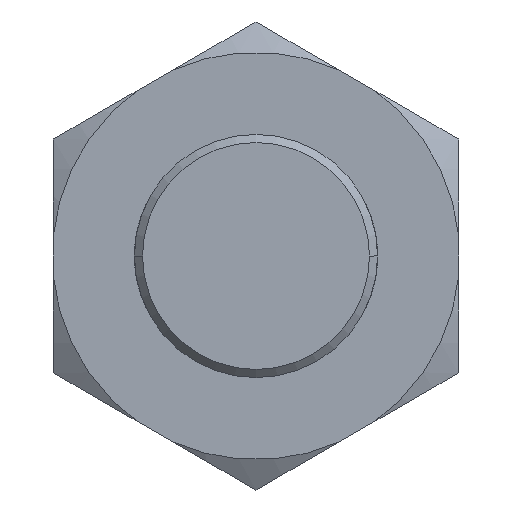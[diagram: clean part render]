
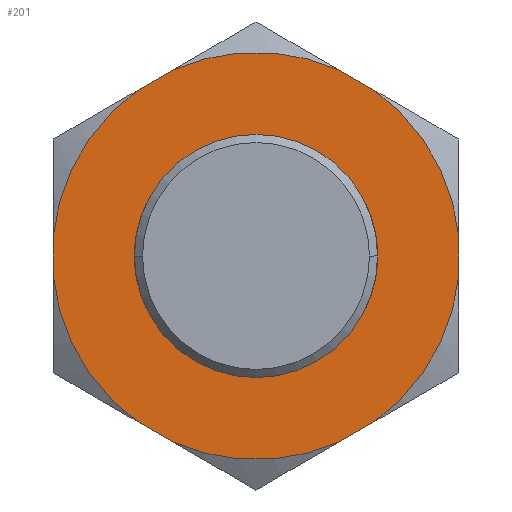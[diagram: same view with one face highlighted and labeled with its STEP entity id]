
A CAD part, left-side view. The second image highlights one B-rep face of the part: STEP entity #201.
In plain terms, the highlighted planar face has unit normal (-1, 0, 0).
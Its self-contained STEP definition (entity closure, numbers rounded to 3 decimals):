
#71=AXIS2_PLACEMENT_3D('Circle Axis2P3D',#69,#70,$) ;
#92=AXIS2_PLACEMENT_3D('Plane Axis2P3D',#89,#90,#91) ;
#105=AXIS2_PLACEMENT_3D('Circle Axis2P3D',#103,#104,$) ;
#119=AXIS2_PLACEMENT_3D('Circle Axis2P3D',#117,#118,$) ;
#133=AXIS2_PLACEMENT_3D('Circle Axis2P3D',#131,#132,$) ;
#147=AXIS2_PLACEMENT_3D('Circle Axis2P3D',#145,#146,$) ;
#161=AXIS2_PLACEMENT_3D('Circle Axis2P3D',#159,#160,$) ;
#175=AXIS2_PLACEMENT_3D('Circle Axis2P3D',#173,#174,$) ;
#194=AXIS2_PLACEMENT_3D('Circle Axis2P3D',#192,#193,$) ;
#50=CARTESIAN_POINT('Vertex',(0.,-2.459,0.)) ;
#66=CARTESIAN_POINT('Vertex',(0.,2.459,0.)) ;
#69=CARTESIAN_POINT('Axis2P3D Location',(0.,0.,0.)) ;
#89=CARTESIAN_POINT('Axis2P3D Location',(0.,0.,0.)) ;
#94=CARTESIAN_POINT('Line Origine',(0.,5.,0.)) ;
#98=CARTESIAN_POINT('Vertex',(0.,5.,-0.502)) ;
#100=CARTESIAN_POINT('Vertex',(0.,5.,0.502)) ;
#103=CARTESIAN_POINT('Axis2P3D Location',(0.,0.,0.)) ;
#107=CARTESIAN_POINT('Vertex',(0.,2.935,-4.079)) ;
#110=CARTESIAN_POINT('Line Origine',(0.,2.5,-4.33)) ;
#114=CARTESIAN_POINT('Vertex',(0.,2.065,-4.581)) ;
#117=CARTESIAN_POINT('Axis2P3D Location',(0.,0.,0.)) ;
#121=CARTESIAN_POINT('Vertex',(0.,-2.065,-4.581)) ;
#124=CARTESIAN_POINT('Line Origine',(0.,-2.5,-4.33)) ;
#128=CARTESIAN_POINT('Vertex',(0.,-2.935,-4.079)) ;
#131=CARTESIAN_POINT('Axis2P3D Location',(0.,0.,0.)) ;
#135=CARTESIAN_POINT('Vertex',(0.,-5.,-0.502)) ;
#138=CARTESIAN_POINT('Line Origine',(0.,-5.,0.)) ;
#142=CARTESIAN_POINT('Vertex',(0.,-5.,0.502)) ;
#145=CARTESIAN_POINT('Axis2P3D Location',(0.,0.,0.)) ;
#149=CARTESIAN_POINT('Vertex',(0.,-2.935,4.079)) ;
#152=CARTESIAN_POINT('Line Origine',(0.,-2.5,4.33)) ;
#156=CARTESIAN_POINT('Vertex',(0.,-2.065,4.581)) ;
#159=CARTESIAN_POINT('Axis2P3D Location',(0.,0.,0.)) ;
#163=CARTESIAN_POINT('Vertex',(0.,2.065,4.581)) ;
#166=CARTESIAN_POINT('Line Origine',(0.,2.5,4.33)) ;
#170=CARTESIAN_POINT('Vertex',(0.,2.935,4.079)) ;
#173=CARTESIAN_POINT('Axis2P3D Location',(0.,0.,0.)) ;
#192=CARTESIAN_POINT('Axis2P3D Location',(0.,0.,0.)) ;
#70=DIRECTION('Axis2P3D Direction',(1.,0.,0.)) ;
#90=DIRECTION('Axis2P3D Direction',(1.,0.,0.)) ;
#91=DIRECTION('Axis2P3D XDirection',(0.,1.,0.)) ;
#95=DIRECTION('Vector Direction',(0.,0.,1.)) ;
#104=DIRECTION('Axis2P3D Direction',(1.,0.,0.)) ;
#111=DIRECTION('Vector Direction',(0.,0.866,0.5)) ;
#118=DIRECTION('Axis2P3D Direction',(1.,0.,0.)) ;
#125=DIRECTION('Vector Direction',(0.,0.866,-0.5)) ;
#132=DIRECTION('Axis2P3D Direction',(1.,0.,0.)) ;
#139=DIRECTION('Vector Direction',(0.,0.,-1.)) ;
#146=DIRECTION('Axis2P3D Direction',(1.,0.,0.)) ;
#153=DIRECTION('Vector Direction',(0.,-0.866,-0.5)) ;
#160=DIRECTION('Axis2P3D Direction',(1.,0.,0.)) ;
#167=DIRECTION('Vector Direction',(0.,-0.866,0.5)) ;
#174=DIRECTION('Axis2P3D Direction',(1.,0.,0.)) ;
#193=DIRECTION('Axis2P3D Direction',(1.,0.,0.)) ;
#96=VECTOR('Line Direction',#95,1.) ;
#112=VECTOR('Line Direction',#111,1.) ;
#126=VECTOR('Line Direction',#125,1.) ;
#140=VECTOR('Line Direction',#139,1.) ;
#154=VECTOR('Line Direction',#153,1.) ;
#168=VECTOR('Line Direction',#167,1.) ;
#179=ORIENTED_EDGE('',*,*,#102,.F.) ;
#180=ORIENTED_EDGE('',*,*,#109,.T.) ;
#181=ORIENTED_EDGE('',*,*,#116,.F.) ;
#182=ORIENTED_EDGE('',*,*,#123,.T.) ;
#183=ORIENTED_EDGE('',*,*,#130,.F.) ;
#184=ORIENTED_EDGE('',*,*,#137,.T.) ;
#185=ORIENTED_EDGE('',*,*,#144,.F.) ;
#186=ORIENTED_EDGE('',*,*,#151,.T.) ;
#187=ORIENTED_EDGE('',*,*,#158,.F.) ;
#188=ORIENTED_EDGE('',*,*,#165,.T.) ;
#189=ORIENTED_EDGE('',*,*,#172,.F.) ;
#190=ORIENTED_EDGE('',*,*,#177,.T.) ;
#198=ORIENTED_EDGE('',*,*,#73,.T.) ;
#199=ORIENTED_EDGE('',*,*,#196,.T.) ;
#200=FACE_BOUND('',#197,.T.) ;
#201=ADVANCED_FACE('PartBody',(#191,#200),#93,.F.) ;
#72=CIRCLE('generated circle',#71,2.459) ;
#106=CIRCLE('generated circle',#105,5.025) ;
#120=CIRCLE('generated circle',#119,5.025) ;
#134=CIRCLE('generated circle',#133,5.025) ;
#148=CIRCLE('generated circle',#147,5.025) ;
#162=CIRCLE('generated circle',#161,5.025) ;
#176=CIRCLE('generated circle',#175,5.025) ;
#195=CIRCLE('generated circle',#194,2.459) ;
#73=EDGE_CURVE('',#51,#67,#72,.T.) ;
#102=EDGE_CURVE('',#99,#101,#97,.T.) ;
#109=EDGE_CURVE('',#99,#108,#106,.F.) ;
#116=EDGE_CURVE('',#115,#108,#113,.T.) ;
#123=EDGE_CURVE('',#115,#122,#120,.F.) ;
#130=EDGE_CURVE('',#129,#122,#127,.T.) ;
#137=EDGE_CURVE('',#129,#136,#134,.F.) ;
#144=EDGE_CURVE('',#143,#136,#141,.T.) ;
#151=EDGE_CURVE('',#143,#150,#148,.F.) ;
#158=EDGE_CURVE('',#157,#150,#155,.T.) ;
#165=EDGE_CURVE('',#157,#164,#162,.F.) ;
#172=EDGE_CURVE('',#171,#164,#169,.T.) ;
#177=EDGE_CURVE('',#171,#101,#176,.F.) ;
#196=EDGE_CURVE('',#67,#51,#195,.T.) ;
#178=EDGE_LOOP('',(#179,#180,#181,#182,#183,#184,#185,#186,#187,#188,#189,#190)) ;
#197=EDGE_LOOP('',(#198,#199)) ;
#191=FACE_OUTER_BOUND('',#178,.T.) ;
#97=LINE('Line',#94,#96) ;
#113=LINE('Line',#110,#112) ;
#127=LINE('Line',#124,#126) ;
#141=LINE('Line',#138,#140) ;
#155=LINE('Line',#152,#154) ;
#169=LINE('Line',#166,#168) ;
#93=PLANE('',#92) ;
#51=VERTEX_POINT('',#50) ;
#67=VERTEX_POINT('',#66) ;
#99=VERTEX_POINT('',#98) ;
#101=VERTEX_POINT('',#100) ;
#108=VERTEX_POINT('',#107) ;
#115=VERTEX_POINT('',#114) ;
#122=VERTEX_POINT('',#121) ;
#129=VERTEX_POINT('',#128) ;
#136=VERTEX_POINT('',#135) ;
#143=VERTEX_POINT('',#142) ;
#150=VERTEX_POINT('',#149) ;
#157=VERTEX_POINT('',#156) ;
#164=VERTEX_POINT('',#163) ;
#171=VERTEX_POINT('',#170) ;
